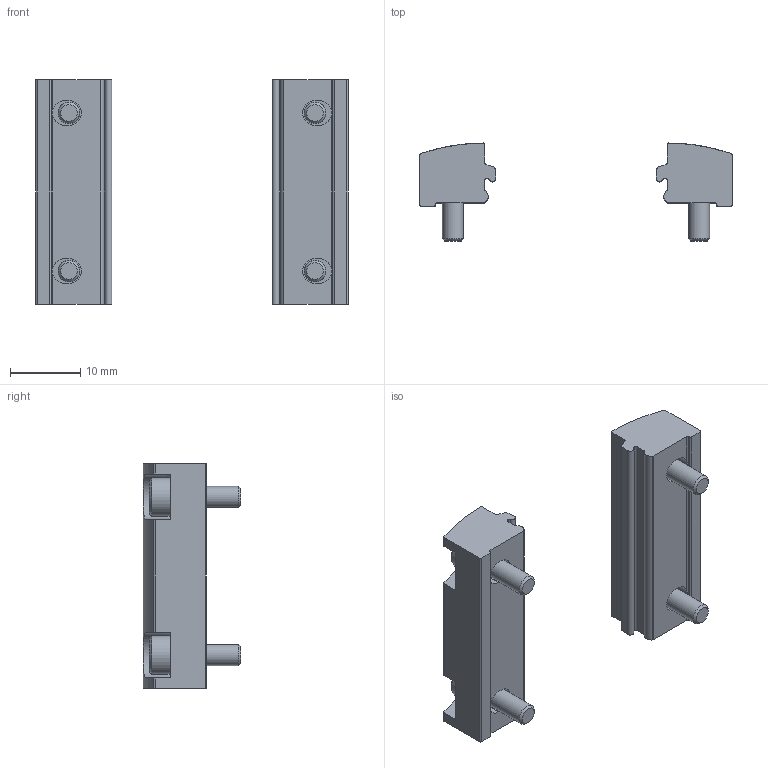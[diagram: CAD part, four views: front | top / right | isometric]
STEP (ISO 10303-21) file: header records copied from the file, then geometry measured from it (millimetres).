
FILE_DESCRIPTION(/* description */ ('STEP AP214'),/* implementation_level */ '2;1');
FILE_NAME(/* name */ '4759753_EAHF-L2-25-P-D1',/* time_stamp */ '2024-08-22T14:59:41+02:00',/* author */ ('License CC BY-ND 4.0'),/* organization */ ('CADENAS'),/* preprocessor_version */ 'ST-DEVELOPER v19.3',/* originating_system */ 'PARTsolutions',/* authorisation */ ' ');
FILE_SCHEMA (('AUTOMOTIVE_DESIGN {1 0 10303 214 3 1 1}'));
Length unit declared in the file: millimetre
Products named in the file (3): 4759753 EAHF-L2-25-P-D1---(25); 4633284 EAHF-L2-25-P-D1---(c); DIN-912 - M3x10(F)
Assembly tree (6 placements, depth 2):
  4759753 EAHF-L2-25-P-D1---(25)
    4633284 EAHF-L2-25-P-D1---(c)  x2
    DIN-912 - M3x10(F)  x4
Bounding box: 44.4 x 13.9 x 32 mm (x, y, z)
Volume: 4711.7 mm3; surface area: 3867.8 mm2
Topology: 6 solids, 6 shells, 198 faces, 470 edges, 284 vertices
Faces by surface type: plane 102, cylinder 52, cone 44
Full cylindrical faces by diameter (mm): 3 x4, 5.5 x4
Entity records: 2236 total; most frequent: CARTESIAN_POINT 406, DIRECTION 387, ORIENTED_EDGE 346, EDGE_CURVE 173, AXIS2_PLACEMENT_3D 146, VERTEX_POINT 113, LINE 95, VECTOR 95
